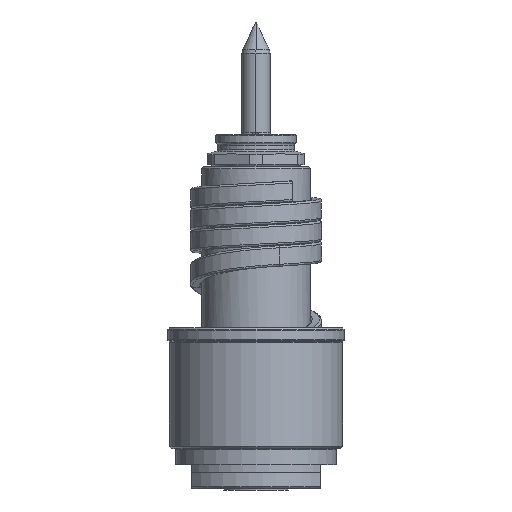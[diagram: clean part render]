
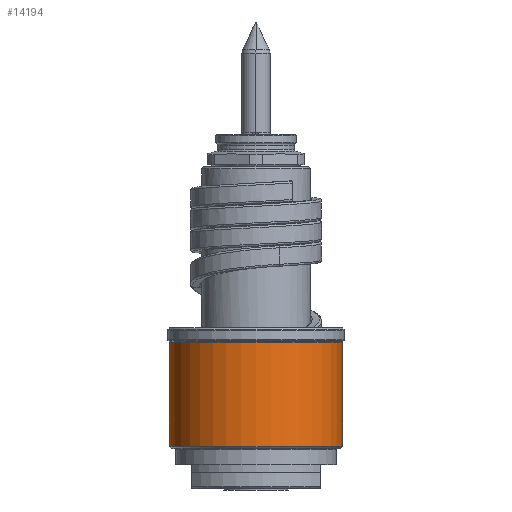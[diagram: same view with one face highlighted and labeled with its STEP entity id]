
A CAD part, front view. The second image highlights one B-rep face of the part: STEP entity #14194.
In plain terms, the highlighted cylindrical face has radius 21.5 mm (diameter 43 mm), a partial arc.
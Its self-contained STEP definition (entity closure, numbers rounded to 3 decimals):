
#5406=CARTESIAN_POINT('',(0.,0.,10.583));
#5407=DIRECTION('',(0.,0.,1.));
#5408=DIRECTION('',(-1.,0.,0.));
#5409=AXIS2_PLACEMENT_3D('',#5406,#5407,#5408);
#5411=DIRECTION('',(0.,0.,-1.));
#5412=VECTOR('',#5411,25.834);
#5413=CARTESIAN_POINT('',(-21.5,0.,36.417));
#5414=LINE('',#5413,#5412);
#5415=CARTESIAN_POINT('',(0.,0.,36.417));
#5416=DIRECTION('',(0.,0.,1.));
#5417=DIRECTION('',(-1.,0.,0.));
#5418=AXIS2_PLACEMENT_3D('',#5415,#5416,#5417);
#5420=DIRECTION('',(0.,0.,-1.));
#5421=VECTOR('',#5420,25.834);
#5422=CARTESIAN_POINT('',(21.5,0.,36.417));
#5423=LINE('',#5422,#5421);
#5764=CARTESIAN_POINT('',(21.5,0.,36.417));
#5765=CARTESIAN_POINT('',(-21.5,0.,36.417));
#5766=VERTEX_POINT('',#5764);
#5767=VERTEX_POINT('',#5765);
#5790=CARTESIAN_POINT('',(21.5,0.,10.583));
#5791=VERTEX_POINT('',#5790);
#5792=CARTESIAN_POINT('',(-21.5,0.,10.583));
#5793=VERTEX_POINT('',#5792);
#14182=CARTESIAN_POINT('',(0.,0.,8.5));
#14183=DIRECTION('',(0.,0.,1.));
#14184=DIRECTION('',(-1.,0.,0.));
#14185=AXIS2_PLACEMENT_3D('',#14182,#14183,#14184);
#14186=CYLINDRICAL_SURFACE('',#14185,21.5);
#14187=ORIENTED_EDGE('',*,*,#12209,.F.);
#14188=ORIENTED_EDGE('',*,*,#12190,.F.);
#14190=ORIENTED_EDGE('',*,*,#14189,.T.);
#14191=ORIENTED_EDGE('',*,*,#12186,.T.);
#14192=EDGE_LOOP('',(#14187,#14188,#14190,#14191));
#14193=FACE_OUTER_BOUND('',#14192,.F.);
#5410=CIRCLE('',#5409,21.5);
#5419=CIRCLE('',#5418,21.5);
#12186=EDGE_CURVE('',#5766,#5791,#5423,.T.);
#12190=EDGE_CURVE('',#5767,#5793,#5414,.T.);
#12209=EDGE_CURVE('',#5793,#5791,#5410,.T.);
#14189=EDGE_CURVE('',#5767,#5766,#5419,.T.);
#14194=ADVANCED_FACE('',(#14193),#14186,.T.);
